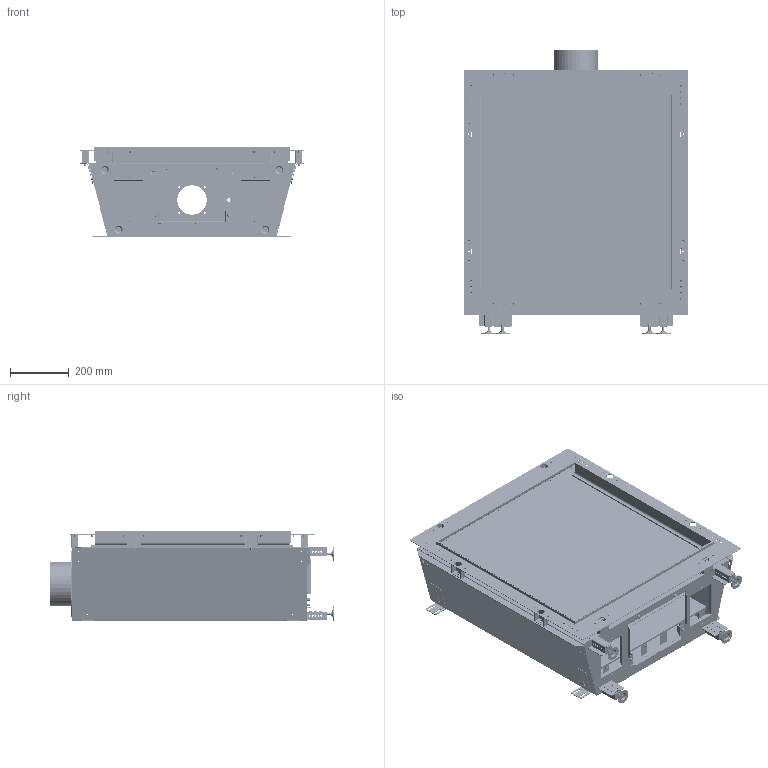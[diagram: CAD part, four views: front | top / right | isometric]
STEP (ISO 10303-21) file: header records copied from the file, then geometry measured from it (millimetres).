
FILE_DESCRIPTION (( 'STEP AP214' ), '1' );
FILE_NAME ('Fire_Assembly_BM-67-Front.STEP', '2026-01-19T12:24:05', ( '' ), ( '' ), 'SwSTEP 2.0', 'SolidWorks 2025', '' );
FILE_SCHEMA (( 'AUTOMOTIVE_DESIGN' ));
Length unit declared in the file: millimetre
Products named in the file (45): M6_Hexsert_M6 Hexsert; Flue_Gasket_Inner_DuraVent_4Inch; M5_Hexsert_M5 Hexsert; Flue_Adapter_Non-DuraVent_Ø100_Bofill; Baffle_Stiff_E4_7_Baffle Stiffener E4-7; Foot_Folding_RV; Flue_Adapter_Assy_Non-DuraVent_Ø150_Ø150 x 75 Bofill; Fire_Assembly_BM-67-Front; Front_Trim_Sub-Assembly_Modelo_67_Modelo 67x67; Top_Plate_Modelo_67; M8_Adjustable_Metal_Feet_Ø50 M8 x 50 Bolt Down; M5_PEM_Fixing_M5x10 PEM Fixing; Baffle_Folding_Modelo_67_Modelo 67x67; Window_Modelo_67_Window Panel Modelo 67x67; Frame_End_Modelo_67_Modelo 67x67 Side; Leg_Sub-Assy_Alt_RV; Flue_Adapter_Non-DuraVent_Ø150; Frame_Attachment_Angle_Sub-Assy_Modelo_67_Modelo 67x67; Baffle_Assy_Modelo_67_Modelo 67x67; Frame_Front_Sub-Assembly_Modelo_67_Modelo 67x67 Bottom; Firebox_Weldment_Modelo_67_Firebox Welment Modelo 67; Flue_Outer_Ring_E4_1_Ø150 x 70 Bofill; Foot_Assy_Sub-Assy_RV; Frame_Front_Modelo_67_Modelo 67x67 Top; Flue_Adapter_Assy_Non-DuraVent_Ø100_Flue Inner Ø100 x 150 lg Bofill; Trim_Alignment_Bracket_E4-7_Mk2b_E4-7 Mk2b; Frame_Front_Sub-Assembly_Modelo_67_Modelo 67x67 Top; Base_Plate_Modelo_67_Modelo 67x67; Frame_Attachment_Angle_Folding_Modelo_67_Modelo 67x67; Flue_Inner_E4_1_150 Lg Bofill; Frame_Fixing_Bracket_Sub-Assy_E4-7_Mk2b_E4-7 Mk2b Full; Wrapper_Outer_Modelo_67_Modelo 67x67; Front_Trim_Modelo_67_Modelo 67x67; Frame_Fixing_Bracket_Folding_E4-7_Mk2b_E4-7 Mk2b Full; Frame_Assembly_Modelo_67_Frame Modelo 67x67 - Simplified for STEP; Frame_Front_Modelo_67_Modelo 67x67 Bottom; Leg_Backing_Alt_RV; Fixing_Bracket_E4-1_Fixing Bracket E4-1; M8_Nutsert; Flue_Connection_Kit_Bofill_100-150 84 Offset - Adaptor supressed for STEP ...
Assembly tree (127 placements, depth 5):
  Fire_Assembly_BM-67-Front
    Firebox_Weldment_Modelo_67_Firebox Welment Modelo 67
      Wrapper_Outer_Modelo_67_Modelo 67x67
      Base_Plate_Assy_Modelo_67_Modelo 67x67
        Base_Plate_Modelo_67_Modelo 67x67
        Leg_Sub-Assy_Alt_RV  x4
          Leg_Folding_Front_Alt_RV
          Leg_Backing_Alt_RV
        M6_Hexsert_M6 Hexsert  x4
        M5_Hexsert_M5 Hexsert  x5
        M5_PEM_Fixing_M5x10 PEM Fixing  x4
      Top_Plate_Modelo_67
      Baffle_Assy_Modelo_67_Modelo 67x67
        Baffle_Folding_Modelo_67_Modelo 67x67
        Baffle_Stiff_E4_7_Baffle Stiffener E4-7  x4
        M5_Hexsert_M5 Hexsert  x9
        M5_PEM_Fixing_M5x10 PEM Fixing  x5
      M6_Hexsert_M6 Hexsert  x12
      M5_PEM_Fixing_M5x10 PEM Fixing  x4
      M5_Hexsert_M5 Hexsert  x4
    Fixing_Bracket_E4-1_Fixing Bracket E4-1  x4
    Foot_Assy_Sub-Assy_RV  x4
      Foot_Folding_RV
      M8_Nutsert
    M8_Adjustable_Metal_Feet_Ø50 M8 x 50 Bolt Down  x4
    Rope_Seal_Firebox_Modelo_67_Modelo 67x67
    Window_Modelo_67_Window Panel Modelo 67x67
    Flue_Gasket_Inner_DuraVent_4Inch
    Flue_Gasket_Outer_DuraVent_6⅝_Inch
    Frame_Assembly_Modelo_67_Frame Modelo 67x67 - Simplified for STEP
      Frame_Front_Sub-Assembly_Modelo_67_Modelo 67x67 Top
        Frame_Front_Modelo_67_Modelo 67x67 Top
        M5_PEM_Fixing_M5x10 PEM Fixing  x4
      Frame_Front_Sub-Assembly_Modelo_67_Modelo 67x67 Bottom
        Frame_Front_Modelo_67_Modelo 67x67 Bottom
        M5_PEM_Fixing_M5x10 PEM Fixing  x4
      Frame_End_Modelo_67_Modelo 67x67 Side  x2
      Frame_Fixing_Bracket_Sub-Assy_E4-7_Mk2b_E4-7 Mk2b Full  x8
        Frame_Fixing_Bracket_Folding_E4-7_Mk2b_E4-7 Mk2b Full
        M5_Hexsert_M5 Hexsert
      Frame_Attachment_Angle_Sub-Assy_Modelo_67_Modelo 67x67  x2
        Frame_Attachment_Angle_Folding_Modelo_67_Modelo 67x67
        M5_Hexsert_M5 Hexsert
    Front_Trim_Sub-Assembly_Modelo_67_Modelo 67x67
      Front_Trim_Modelo_67_Modelo 67x67
      Trim_Alignment_Bracket_E4-7_Mk2b_E4-7 Mk2b  x2
    Window_Trim_Modelo_67_Modelo 67x67  x2
    Flue_Connection_Kit_Bofill_100-150 84 Offset - Adaptor supressed for STEP
      Flue_Adapter_Assy_Non-DuraVent_Ø150_Ø150 x 75 Bofill
        Flue_Adapter_Non-DuraVent_Ø150
        Flue_Outer_Ring_E4_1_Ø150 x 70 Bofill
      Flue_Adapter_Assy_Non-DuraVent_Ø100_Flue Inner Ø100 x 150 lg Bofill
        Flue_Adapter_Non-DuraVent_Ø100_Bofill
        Flue_Inner_E4_1_150 Lg Bofill
Bounding box: 766 x 967.5 x 308.5 mm (x, y, z)
Volume: 6687875 mm3; surface area: 6542179.8 mm2
Topology: 142 solids, 142 shells, 9390 faces, 24263 edges, 15417 vertices
Faces by surface type: plane 6476, cylinder 2067, cone 715, torus 102, bspline 30
Entity records: 65176 total; most frequent: CARTESIAN_POINT 12304, ORIENTED_EDGE 10604, DIRECTION 10581, EDGE_CURVE 5302, VECTOR 3963, LINE 3963, VERTEX_POINT 3363, AXIS2_PLACEMENT_3D 3309
